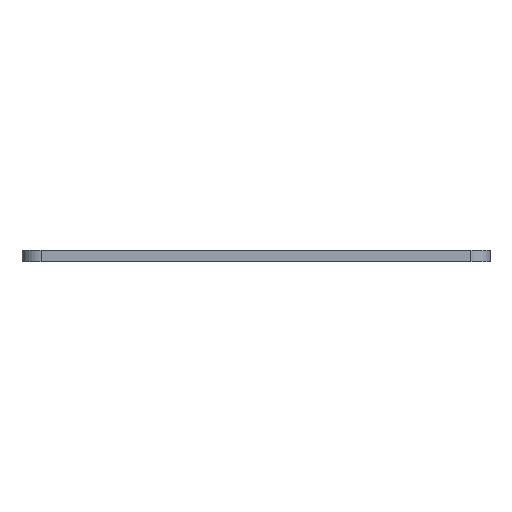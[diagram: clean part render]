
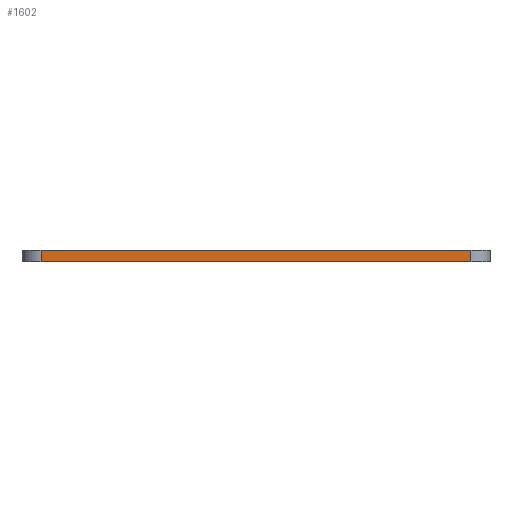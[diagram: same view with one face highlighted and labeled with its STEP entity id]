
A CAD part, front view. The second image highlights one B-rep face of the part: STEP entity #1602.
In plain terms, the highlighted planar face has unit normal (0, -1, 0).
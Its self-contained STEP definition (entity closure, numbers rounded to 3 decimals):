
#199 = VERTEX_POINT('',#200);
#200 = CARTESIAN_POINT('',(119.799,-145.644,0.));
#207 = EDGE_CURVE('',#208,#199,#210,.T.);
#208 = VERTEX_POINT('',#209);
#209 = CARTESIAN_POINT('',(177.203,-145.644,0.));
#210 = LINE('',#211,#212);
#211 = CARTESIAN_POINT('',(177.203,-145.644,0.));
#212 = VECTOR('',#213,1.);
#213 = DIRECTION('',(-1.,0.,0.));
#836 = VERTEX_POINT('',#837);
#837 = CARTESIAN_POINT('',(119.799,-145.644,1.51));
#844 = EDGE_CURVE('',#845,#836,#847,.T.);
#845 = VERTEX_POINT('',#846);
#846 = CARTESIAN_POINT('',(177.203,-145.644,1.51));
#847 = LINE('',#848,#849);
#848 = CARTESIAN_POINT('',(177.203,-145.644,1.51));
#849 = VECTOR('',#850,1.);
#850 = DIRECTION('',(-1.,0.,0.));
#1574 = EDGE_CURVE('',#208,#845,#1575,.T.);
#1575 = LINE('',#1576,#1577);
#1576 = CARTESIAN_POINT('',(177.203,-145.644,0.));
#1577 = VECTOR('',#1578,1.);
#1578 = DIRECTION('',(0.,0.,1.));
#1602 = ADVANCED_FACE('',(#1603),#1614,.T.);
#1603 = FACE_BOUND('',#1604,.T.);
#1604 = EDGE_LOOP('',(#1605,#1606,#1607,#1613));
#1605 = ORIENTED_EDGE('',*,*,#1574,.T.);
#1606 = ORIENTED_EDGE('',*,*,#844,.T.);
#1607 = ORIENTED_EDGE('',*,*,#1608,.F.);
#1608 = EDGE_CURVE('',#199,#836,#1609,.T.);
#1609 = LINE('',#1610,#1611);
#1610 = CARTESIAN_POINT('',(119.799,-145.644,0.));
#1611 = VECTOR('',#1612,1.);
#1612 = DIRECTION('',(0.,0.,1.));
#1613 = ORIENTED_EDGE('',*,*,#207,.F.);
#1614 = PLANE('',#1615);
#1615 = AXIS2_PLACEMENT_3D('',#1616,#1617,#1618);
#1616 = CARTESIAN_POINT('',(177.203,-145.644,0.));
#1617 = DIRECTION('',(0.,-1.,0.));
#1618 = DIRECTION('',(-1.,0.,0.));
